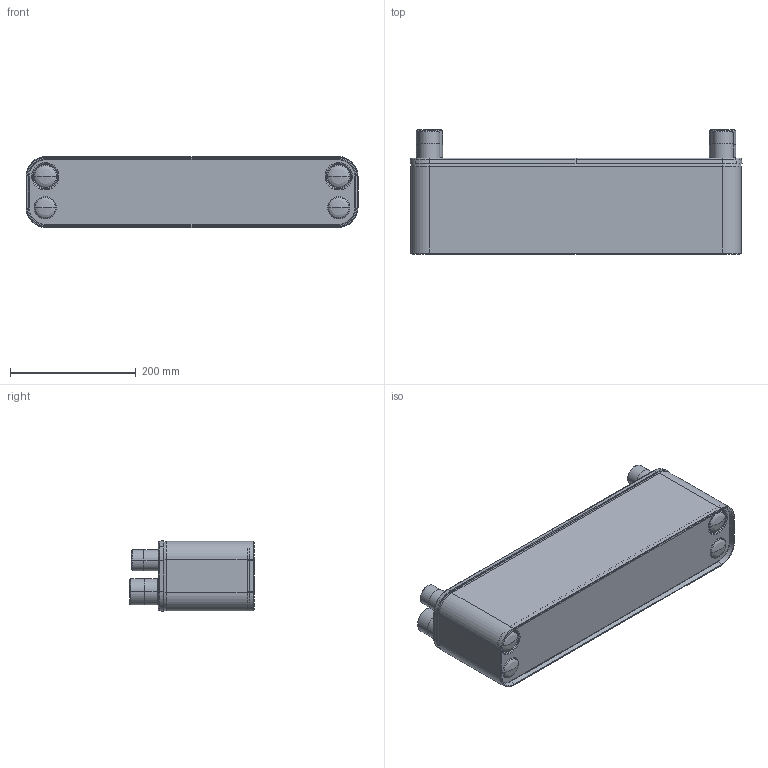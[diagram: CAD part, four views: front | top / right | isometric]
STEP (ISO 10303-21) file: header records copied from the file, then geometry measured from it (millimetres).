
FILE_DESCRIPTION((''),'2;1');
FILE_NAME('CB60_60H_3287079646_ASM','2017-09-12T',('cnshipu'),(''),'CREO PARAMETRIC BY PTC INC, 2016260','CREO PARAMETRIC BY PTC INC, 2016260','');
FILE_SCHEMA(('CONFIG_CONTROL_DESIGN'));
Length unit declared in the file: millimetre
Products named in the file (7): CB60_60_CH_BLOCK; CB60_FP_S1S2_32_S3S4_25; CB60_PP; 1626067-05; 1625764-01; LABEL_STD; CB60_60H_3287079646_ASM
Assembly tree (8 placements, depth 2):
  CB60_60H_3287079646_ASM
    CB60_60_CH_BLOCK
    CB60_FP_S1S2_32_S3S4_25
    CB60_PP
    1626067-05  x2
    1625764-01  x2
    LABEL_STD
Bounding box: 527.36 x 197.2 x 112.91 mm (x, y, z)
Volume: 7911500.8 mm3; surface area: 683463.6 mm2
Topology: 15 solids, 19 shells, 582 faces, 1362 edges, 848 vertices
Faces by surface type: plane 265, cone 88, cylinder 88, torus 80, bspline 45, revolution 16
Entity records: 20133 total; most frequent: CARTESIAN_POINT 7683, DIRECTION 2583, ORIENTED_EDGE 2484, EDGE_CURVE 1246, AXIS2_PLACEMENT_3D 906, VERTEX_POINT 776, VECTOR 755, LINE 755
